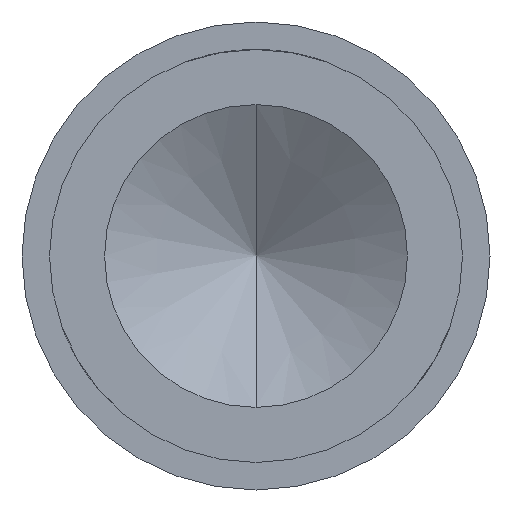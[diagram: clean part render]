
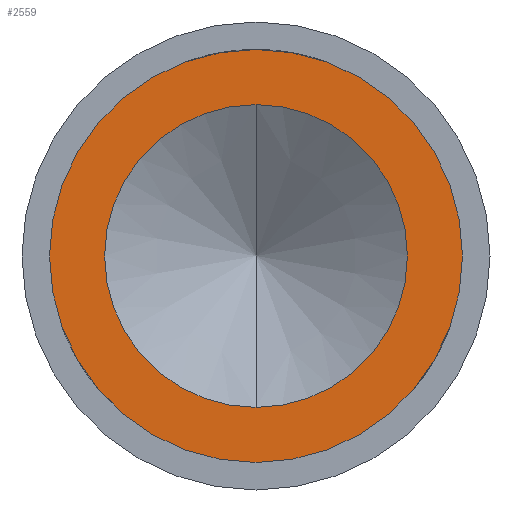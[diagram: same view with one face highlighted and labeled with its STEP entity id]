
A CAD part, front view. The second image highlights one B-rep face of the part: STEP entity #2559.
In plain terms, the highlighted planar face has unit normal (0, -1, 0).
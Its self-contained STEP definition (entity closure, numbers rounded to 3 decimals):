
#116 = DIRECTION ( 'NONE',  ( 0., 0., -1. ) ) ;
#212 = VERTEX_POINT ( 'NONE', #3822 ) ;
#275 = VERTEX_POINT ( 'NONE', #2200 ) ;
#363 = EDGE_LOOP ( 'NONE', ( #845, #2193 ) ) ;
#423 = EDGE_CURVE ( 'Defeature ausgef�hrt1_33+Defeature ausgef�hrt1_1+Defeature ausgef�hrt1_1+Defeature ausgef�hrt1_1', #275, #3482, #2542, .T. ) ;
#473 = CARTESIAN_POINT ( 'NONE',  ( 0., 0., 0. ) ) ;
#702 = DIRECTION ( 'NONE',  ( 0., 0., -1. ) ) ;
#733 = EDGE_LOOP ( 'NONE', ( #985, #3687 ) ) ;
#743 = EDGE_CURVE ( 'Defeature ausgef�hrt1_1+Defeature ausgef�hrt1_0+Defeature ausgef�hrt1_0+Defeature ausgef�hrt1_0', #212, #3207, #2781, .T. ) ;
#845 = ORIENTED_EDGE ( 'NONE', *, *, #2796, .T. ) ;
#940 = CIRCLE ( 'NONE', #4059, 0.75 ) ;
#985 = ORIENTED_EDGE ( 'NONE', *, *, #3387, .F. ) ;
#991 = AXIS2_PLACEMENT_3D ( 'NONE', #1031, #2649, #1417 ) ;
#1031 = CARTESIAN_POINT ( 'NONE',  ( 0., 0., 0. ) ) ;
#1063 = AXIS2_PLACEMENT_3D ( 'NONE', #3642, #2672, #702 ) ;
#1417 = DIRECTION ( 'NONE',  ( 0., 0., -1. ) ) ;
#1612 = CARTESIAN_POINT ( 'NONE',  ( 0.55, 0., 0. ) ) ;
#1665 = DIRECTION ( 'NONE',  ( 0., -1., 0. ) ) ;
#1914 = CARTESIAN_POINT ( 'NONE',  ( 0., 0., -0.75 ) ) ;
#2067 = DIRECTION ( 'NONE',  ( 0., -1., 0. ) ) ;
#2193 = ORIENTED_EDGE ( 'NONE', *, *, #743, .T. ) ;
#2200 = CARTESIAN_POINT ( 'NONE',  ( 0., 0., 0.55 ) ) ;
#2279 = AXIS2_PLACEMENT_3D ( 'NONE', #3553, #2943, #3215 ) ;
#2330 = DIRECTION ( 'NONE',  ( 0., 0., -1. ) ) ;
#2338 = CARTESIAN_POINT ( 'NONE',  ( 0., 0., -0.55 ) ) ;
#2542 = CIRCLE ( 'NONE', #1063, 0.55 ) ;
#2559 = ADVANCED_FACE ( 'Defeature ausgef�hrt1_1', ( #2612, #4148 ), #2896, .T. ) ;
#2612 = FACE_BOUND ( 'NONE', #733, .T. ) ;
#2649 = DIRECTION ( 'NONE',  ( 0., -1., 0. ) ) ;
#2672 = DIRECTION ( 'NONE',  ( 0., -1., 0. ) ) ;
#2781 = CIRCLE ( 'NONE', #991, 0.75 ) ;
#2796 = EDGE_CURVE ( 'Defeature ausgef�hrt1_1+Defeature ausgef�hrt1_0+Defeature ausgef�hrt1_0+Defeature ausgef�hrt1_0', #3207, #212, #940, .T. ) ;
#2883 = AXIS2_PLACEMENT_3D ( 'NONE', #1612, #1665, #2330 ) ;
#2896 = PLANE ( 'NONE',  #2883 ) ;
#2943 = DIRECTION ( 'NONE',  ( 0., -1., 0. ) ) ;
#3207 = VERTEX_POINT ( 'NONE', #1914 ) ;
#3215 = DIRECTION ( 'NONE',  ( 0., 0., -1. ) ) ;
#3387 = EDGE_CURVE ( 'Defeature ausgef�hrt1_33+Defeature ausgef�hrt1_1+Defeature ausgef�hrt1_1+Defeature ausgef�hrt1_1', #3482, #275, #4083, .T. ) ;
#3482 = VERTEX_POINT ( 'NONE', #2338 ) ;
#3553 = CARTESIAN_POINT ( 'NONE',  ( 0., 0., 0. ) ) ;
#3642 = CARTESIAN_POINT ( 'NONE',  ( 0., 0., 0. ) ) ;
#3687 = ORIENTED_EDGE ( 'NONE', *, *, #423, .F. ) ;
#3822 = CARTESIAN_POINT ( 'NONE',  ( 0., 0., 0.75 ) ) ;
#4059 = AXIS2_PLACEMENT_3D ( 'NONE', #473, #2067, #116 ) ;
#4083 = CIRCLE ( 'NONE', #2279, 0.55 ) ;
#4148 = FACE_OUTER_BOUND ( 'NONE', #363, .T. ) ;
